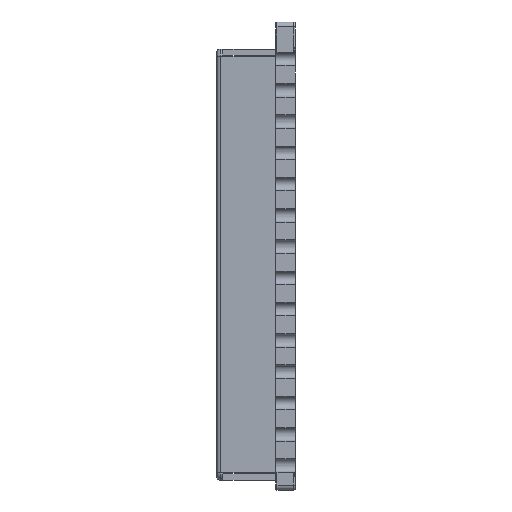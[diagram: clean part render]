
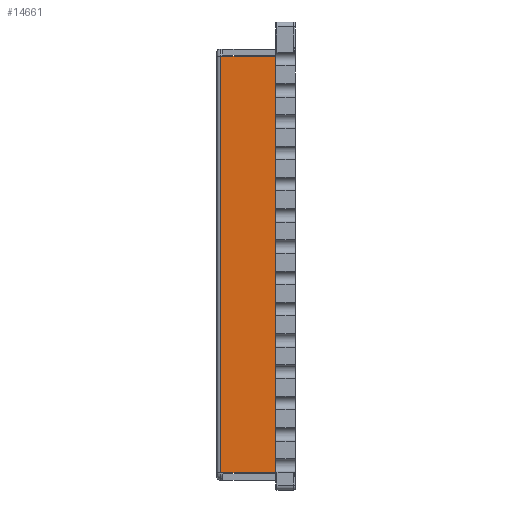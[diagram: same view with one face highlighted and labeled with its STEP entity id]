
A CAD part, left-side view. The second image highlights one B-rep face of the part: STEP entity #14661.
In plain terms, the highlighted planar face has unit normal (-1, 0, 0).
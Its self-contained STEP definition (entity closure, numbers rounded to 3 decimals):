
#175 = VERTEX_POINT ( 'NONE', #6395 ) ;
#653 = CARTESIAN_POINT ( 'NONE',  ( -7.73, 0.795, 8.1 ) ) ;
#713 = CARTESIAN_POINT ( 'NONE',  ( -7.73, 2.945, 8.1 ) ) ;
#1504 = FACE_OUTER_BOUND ( 'NONE', #12517, .T. ) ;
#1731 = CARTESIAN_POINT ( 'NONE',  ( -7.73, 3.195, -8.8 ) ) ;
#2078 = VERTEX_POINT ( 'NONE', #10449 ) ;
#3835 = EDGE_CURVE ( 'NONE', #8117, #2078, #11540, .T. ) ;
#5883 = ORIENTED_EDGE ( 'NONE', *, *, #21461, .T. ) ;
#6070 = EDGE_CURVE ( 'NONE', #175, #12644, #17339, .T. ) ;
#6074 = VECTOR ( 'NONE', #23835, 1000. ) ;
#6395 = CARTESIAN_POINT ( 'NONE',  ( -7.73, 3.045, 8.1 ) ) ;
#7277 = DIRECTION ( 'NONE',  ( 0., 0., -1. ) ) ;
#7310 = DIRECTION ( 'NONE',  ( 0., 0., -1. ) ) ;
#7452 = DIRECTION ( 'NONE',  ( 0., -1., 0. ) ) ;
#8003 = AXIS2_PLACEMENT_3D ( 'NONE', #18597, #11092, #7277 ) ;
#8117 = VERTEX_POINT ( 'NONE', #16879 ) ;
#9105 = CARTESIAN_POINT ( 'NONE',  ( -7.73, 3.195, 8.1 ) ) ;
#9112 = EDGE_CURVE ( 'NONE', #175, #8117, #13988, .T. ) ;
#9757 = VECTOR ( 'NONE', #7310, 1000. ) ;
#9980 = CARTESIAN_POINT ( 'NONE',  ( -7.73, 2.945, -8.8 ) ) ;
#10131 = LINE ( 'NONE', #1731, #14709 ) ;
#10449 = CARTESIAN_POINT ( 'NONE',  ( -7.73, 0.795, 8.1 ) ) ;
#10866 = LINE ( 'NONE', #653, #23111 ) ;
#10972 = DIRECTION ( 'NONE',  ( 0., -1., 0. ) ) ;
#11092 = DIRECTION ( 'NONE',  ( 1., 0., 0. ) ) ;
#11379 = ORIENTED_EDGE ( 'NONE', *, *, #3835, .F. ) ;
#11540 = LINE ( 'NONE', #713, #6074 ) ;
#11926 = DIRECTION ( 'NONE',  ( 0., -1., 0. ) ) ;
#12222 = ORIENTED_EDGE ( 'NONE', *, *, #6070, .T. ) ;
#12517 = EDGE_LOOP ( 'NONE', ( #19267, #12222, #16317, #5883, #18865, #11379 ) ) ;
#12644 = VERTEX_POINT ( 'NONE', #21736 ) ;
#12734 = VECTOR ( 'NONE', #11926, 1000. ) ;
#13737 = VERTEX_POINT ( 'NONE', #23323 ) ;
#13988 = LINE ( 'NONE', #9105, #20965 ) ;
#14149 = CARTESIAN_POINT ( 'NONE',  ( -7.73, 0.795, -8.8 ) ) ;
#14661 = ADVANCED_FACE ( 'NONE', ( #1504 ), #22807, .F. ) ;
#14709 = VECTOR ( 'NONE', #7452, 1000. ) ;
#15675 = EDGE_CURVE ( 'NONE', #25325, #2078, #10866, .T. ) ;
#16317 = ORIENTED_EDGE ( 'NONE', *, *, #25216, .T. ) ;
#16879 = CARTESIAN_POINT ( 'NONE',  ( -7.73, 2.945, 8.1 ) ) ;
#17339 = LINE ( 'NONE', #22664, #9757 ) ;
#17911 = LINE ( 'NONE', #9980, #12734 ) ;
#18597 = CARTESIAN_POINT ( 'NONE',  ( -7.73, 2.945, 8.1 ) ) ;
#18865 = ORIENTED_EDGE ( 'NONE', *, *, #15675, .T. ) ;
#19267 = ORIENTED_EDGE ( 'NONE', *, *, #9112, .F. ) ;
#20227 = DIRECTION ( 'NONE',  ( 0., 0., 1. ) ) ;
#20965 = VECTOR ( 'NONE', #10972, 1000. ) ;
#21461 = EDGE_CURVE ( 'NONE', #13737, #25325, #17911, .T. ) ;
#21736 = CARTESIAN_POINT ( 'NONE',  ( -7.73, 3.045, -8.8 ) ) ;
#22664 = CARTESIAN_POINT ( 'NONE',  ( -7.73, 3.045, -8.8 ) ) ;
#22807 = PLANE ( 'NONE',  #8003 ) ;
#23111 = VECTOR ( 'NONE', #20227, 1000. ) ;
#23323 = CARTESIAN_POINT ( 'NONE',  ( -7.73, 2.945, -8.8 ) ) ;
#23835 = DIRECTION ( 'NONE',  ( 0., -1., 0. ) ) ;
#25216 = EDGE_CURVE ( 'NONE', #12644, #13737, #10131, .T. ) ;
#25325 = VERTEX_POINT ( 'NONE', #14149 ) ;
